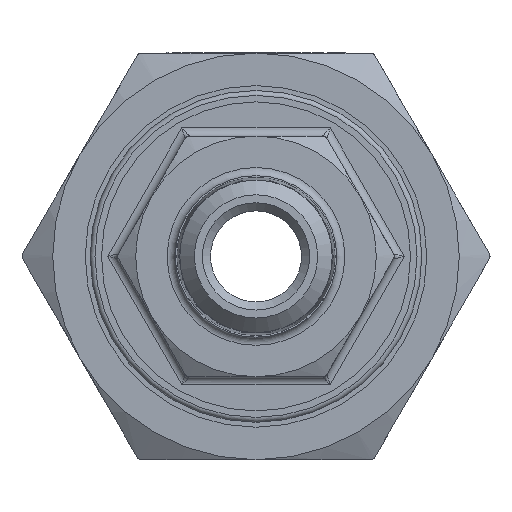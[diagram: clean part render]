
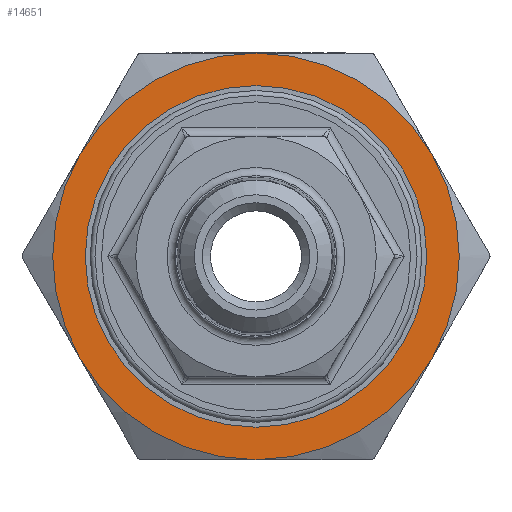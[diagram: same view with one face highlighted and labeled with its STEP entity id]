
A CAD part, left-side view. The second image highlights one B-rep face of the part: STEP entity #14651.
In plain terms, the highlighted planar face has unit normal (-1, 0, 0).
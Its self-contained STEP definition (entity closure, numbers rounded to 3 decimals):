
#633 = EDGE_CURVE ( 'NONE', #7728, #7728, #5417, .T. ) ;
#637 = EDGE_CURVE ( 'NONE', #8051, #8088, #5418, .T. ) ;
#904 = EDGE_CURVE ( 'NONE', #8125, #8070, #5652, .T. ) ;
#927 = EDGE_CURVE ( 'NONE', #8127, #8125, #5623, .T. ) ;
#938 = EDGE_CURVE ( 'NONE', #8088, #8127, #5666, .T. ) ;
#986 = EDGE_CURVE ( 'NONE', #8043, #8051, #5701, .T. ) ;
#1921 = CARTESIAN_POINT ( 'NONE',  ( -5.9, -10.825, 6.25 ) ) ;
#1924 = CARTESIAN_POINT ( 'NONE',  ( -5.9, -10.825, -6.25 ) ) ;
#1928 = CARTESIAN_POINT ( 'NONE',  ( -5.9, 0., 12.5 ) ) ;
#1949 = CARTESIAN_POINT ( 'NONE',  ( -5.9, 10.825, 6.25 ) ) ;
#1964 = CARTESIAN_POINT ( 'NONE',  ( -5.9, 0., -12.5 ) ) ;
#1987 = CARTESIAN_POINT ( 'NONE',  ( -5.9, 10.825, -6.25 ) ) ;
#3121 = EDGE_LOOP ( 'NONE', ( #3950, #3981, #3984, #3978, #3923, #3967 ) ) ;
#3134 = EDGE_LOOP ( 'NONE', ( #3969 ) ) ;
#3923 = ORIENTED_EDGE ( 'NONE', *, *, #938, .T. ) ;
#3950 = ORIENTED_EDGE ( 'NONE', *, *, #904, .T. ) ;
#3967 = ORIENTED_EDGE ( 'NONE', *, *, #927, .T. ) ;
#3969 = ORIENTED_EDGE ( 'NONE', *, *, #633, .T. ) ;
#3978 = ORIENTED_EDGE ( 'NONE', *, *, #637, .T. ) ;
#3981 = ORIENTED_EDGE ( 'NONE', *, *, #11209, .T. ) ;
#3984 = ORIENTED_EDGE ( 'NONE', *, *, #986, .T. ) ;
#5417 = CIRCLE ( 'NONE', #5446, 10.5 ) ;
#5418 = CIRCLE ( 'NONE', #5431, 12.5 ) ;
#5431 = AXIS2_PLACEMENT_3D ( 'NONE', #7770, #7767, #7768 ) ;
#5446 = AXIS2_PLACEMENT_3D ( 'NONE', #8389, #8370, #8386 ) ;
#5623 = CIRCLE ( 'NONE', #5670, 12.5 ) ;
#5635 = AXIS2_PLACEMENT_3D ( 'NONE', #7535, #7523, #7538 ) ;
#5652 = CIRCLE ( 'NONE', #5635, 12.5 ) ;
#5666 = CIRCLE ( 'NONE', #5674, 12.5 ) ;
#5670 = AXIS2_PLACEMENT_3D ( 'NONE', #7446, #7443, #7441 ) ;
#5674 = AXIS2_PLACEMENT_3D ( 'NONE', #7562, #7567, #7573 ) ;
#5701 = CIRCLE ( 'NONE', #5702, 12.5 ) ;
#5702 = AXIS2_PLACEMENT_3D ( 'NONE', #7369, #7370, #7372 ) ;
#7369 = CARTESIAN_POINT ( 'NONE',  ( -5.9, 0., 0. ) ) ;
#7370 = DIRECTION ( 'NONE',  ( -1., 0., 0. ) ) ;
#7372 = DIRECTION ( 'NONE',  ( 0., 0., 1. ) ) ;
#7441 = DIRECTION ( 'NONE',  ( 0., 0., 1. ) ) ;
#7443 = DIRECTION ( 'NONE',  ( -1., 0., 0. ) ) ;
#7446 = CARTESIAN_POINT ( 'NONE',  ( -5.9, 0., 0. ) ) ;
#7523 = DIRECTION ( 'NONE',  ( -1., 0., 0. ) ) ;
#7535 = CARTESIAN_POINT ( 'NONE',  ( -5.9, 0., 0. ) ) ;
#7538 = DIRECTION ( 'NONE',  ( 0., 0., 1. ) ) ;
#7562 = CARTESIAN_POINT ( 'NONE',  ( -5.9, 0., 0. ) ) ;
#7567 = DIRECTION ( 'NONE',  ( -1., 0., 0. ) ) ;
#7573 = DIRECTION ( 'NONE',  ( 0., 0., 1. ) ) ;
#7728 = VERTEX_POINT ( 'NONE', #7764 ) ;
#7764 = CARTESIAN_POINT ( 'NONE',  ( -5.9, 0., 10.5 ) ) ;
#7767 = DIRECTION ( 'NONE',  ( -1., 0., 0. ) ) ;
#7768 = DIRECTION ( 'NONE',  ( 0., 0., 1. ) ) ;
#7770 = CARTESIAN_POINT ( 'NONE',  ( -5.9, 0., 0. ) ) ;
#8043 = VERTEX_POINT ( 'NONE', #1921 ) ;
#8051 = VERTEX_POINT ( 'NONE', #1928 ) ;
#8070 = VERTEX_POINT ( 'NONE', #1924 ) ;
#8088 = VERTEX_POINT ( 'NONE', #1949 ) ;
#8125 = VERTEX_POINT ( 'NONE', #1964 ) ;
#8127 = VERTEX_POINT ( 'NONE', #1987 ) ;
#8370 = DIRECTION ( 'NONE',  ( 1., 0., 0. ) ) ;
#8386 = DIRECTION ( 'NONE',  ( 0., 0., 1. ) ) ;
#8389 = CARTESIAN_POINT ( 'NONE',  ( -5.9, 0., 0. ) ) ;
#9569 = AXIS2_PLACEMENT_3D ( 'NONE', #9815, #9783, #9798 ) ;
#9652 = AXIS2_PLACEMENT_3D ( 'NONE', #13548, #13579, #13578 ) ;
#9657 = CIRCLE ( 'NONE', #9652, 12.5 ) ;
#9782 = PLANE ( 'NONE',  #9569 ) ;
#9783 = DIRECTION ( 'NONE',  ( 1., 0., 0. ) ) ;
#9796 = FACE_BOUND ( 'NONE', #3134, .T. ) ;
#9798 = DIRECTION ( 'NONE',  ( 0., 1., 0. ) ) ;
#9804 = FACE_OUTER_BOUND ( 'NONE', #3121, .T. ) ;
#9815 = CARTESIAN_POINT ( 'NONE',  ( -5.9, 0., 0. ) ) ;
#11209 = EDGE_CURVE ( 'NONE', #8070, #8043, #9657, .T. ) ;
#13548 = CARTESIAN_POINT ( 'NONE',  ( -5.9, 0., 0. ) ) ;
#13578 = DIRECTION ( 'NONE',  ( 0., 0., 1. ) ) ;
#13579 = DIRECTION ( 'NONE',  ( -1., 0., 0. ) ) ;
#14651 = ADVANCED_FACE ( 'NONE', ( #9804, #9796 ), #9782, .F. ) ;
